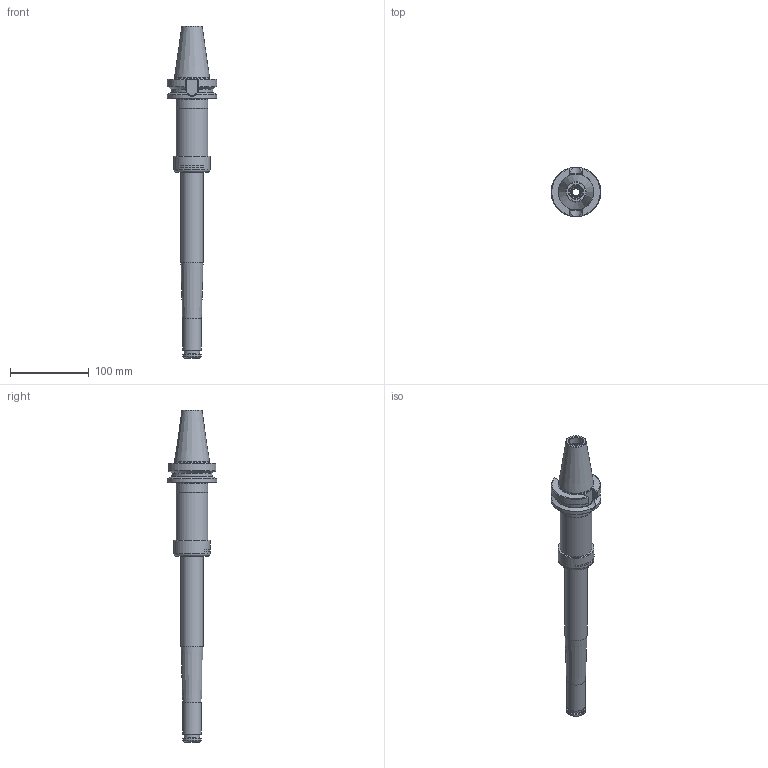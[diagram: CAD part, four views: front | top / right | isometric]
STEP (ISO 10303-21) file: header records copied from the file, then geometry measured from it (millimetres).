
FILE_DESCRIPTION(/* description */ (''),/* implementation_level */ '2;1');
FILE_NAME(/* name */ '884173190.stp',/* time_stamp */ '2023-03-15T12:05:16',/* author */ ('Ratnasingam Jekanthan'),/* organization */ ('REGO-FIX'),/* preprocessor_version */ ' Unknown',/* originating_system */ 'SIEMENS PLM Software Solid Edge ST10',/* authorization */ 'Unknown');
FILE_SCHEMA (('AUTOMOTIVE_DESIGN { 1 0 10303 214 2 1 1}'));
Length unit declared in the file: millimetre
Products named in the file (1): NOCUT
Bounding box: 63 x 63 x 420.9 mm (x, y, z)
Volume: 328644.1 mm3; surface area: 74109.4 mm2
Topology: 1 solids, 3 shells, 151 faces, 352 edges, 218 vertices
Faces by surface type: plane 52, cone 37, cylinder 35, torus 25, bspline 2
Full cylindrical faces by diameter (mm): 9 x1, 10 x1, 13 x1, 13.835 x2, 15 x1, 17 x1, 19.5 x1, 23.8 x1, 24 x2, 24.7 x1, 25 x1, 28 x1, 29 x1, 33 x1, 34 x1, 38.376 x1, 40 x1, 40.05 x1, 40.5 x1, 43.3 x1, 45.65 x1, 63 x1
Entity records: 4966 total; most frequent: CARTESIAN_POINT 843, DIRECTION 656, ORIENTED_EDGE 514, AXIS2_PLACEMENT_3D 292, EDGE_CURVE 257, EDGE_LOOP 242, FACE_BOUND 242, VERTEX_POINT 197
